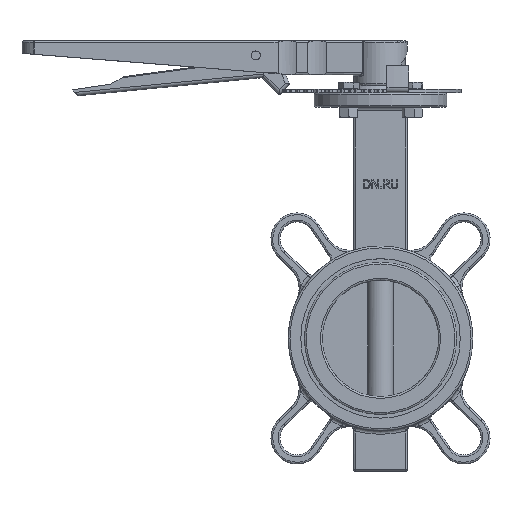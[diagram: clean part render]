
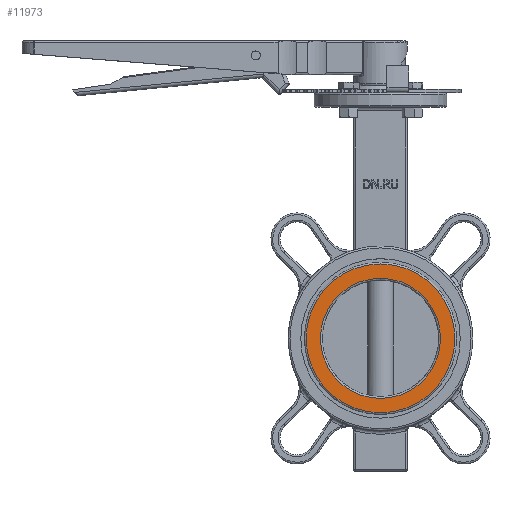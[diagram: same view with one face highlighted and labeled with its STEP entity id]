
A CAD part, top view. The second image highlights one B-rep face of the part: STEP entity #11973.
In plain terms, the highlighted planar face has unit normal (0, 0, 1).
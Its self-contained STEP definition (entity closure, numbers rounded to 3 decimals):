
#233=FACE_BOUND('',#3459,.T.);
#2280=PLANE('',#13114);
#2761=FACE_OUTER_BOUND('',#3458,.T.);
#3458=EDGE_LOOP('',(#9058));
#3459=EDGE_LOOP('',(#9059));
#4184=CIRCLE('',#13110,33.5);
#4188=CIRCLE('',#13115,41.5);
#5203=VERTEX_POINT('',#26108);
#5206=VERTEX_POINT('',#26116);
#6596=EDGE_CURVE('',#5203,#5203,#4184,.T.);
#6600=EDGE_CURVE('',#5206,#5206,#4188,.T.);
#9058=ORIENTED_EDGE('',*,*,#6600,.F.);
#9059=ORIENTED_EDGE('',*,*,#6596,.F.);
#11973=ADVANCED_FACE('',(#2761,#233),#2280,.T.);
#13110=AXIS2_PLACEMENT_3D('',#26109,#15289,#15290);
#13114=AXIS2_PLACEMENT_3D('',#26115,#15297,#15298);
#13115=AXIS2_PLACEMENT_3D('',#26117,#15299,#15300);
#15289=DIRECTION('center_axis',(0.,0.,1.));
#15290=DIRECTION('ref_axis',(-1.,0.,0.));
#15297=DIRECTION('center_axis',(0.,0.,1.));
#15298=DIRECTION('ref_axis',(1.,0.,0.));
#15299=DIRECTION('center_axis',(0.,0.,-1.));
#15300=DIRECTION('ref_axis',(-1.,0.,0.));
#26108=CARTESIAN_POINT('',(33.5,0.,24.));
#26109=CARTESIAN_POINT('Origin',(0.,0.,24.));
#26115=CARTESIAN_POINT('Origin',(0.,0.,24.));
#26116=CARTESIAN_POINT('',(-41.5,0.,24.));
#26117=CARTESIAN_POINT('Origin',(0.,0.,24.));
